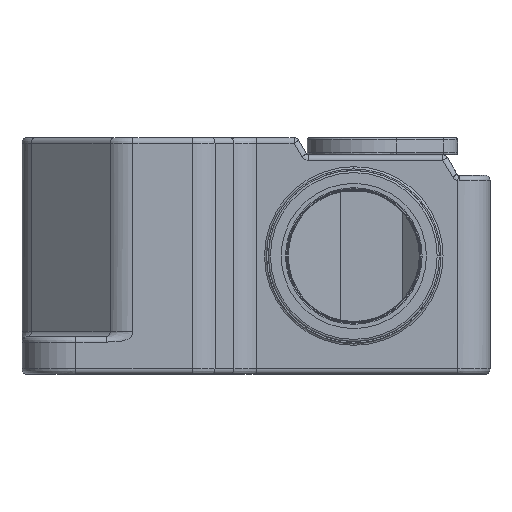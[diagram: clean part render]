
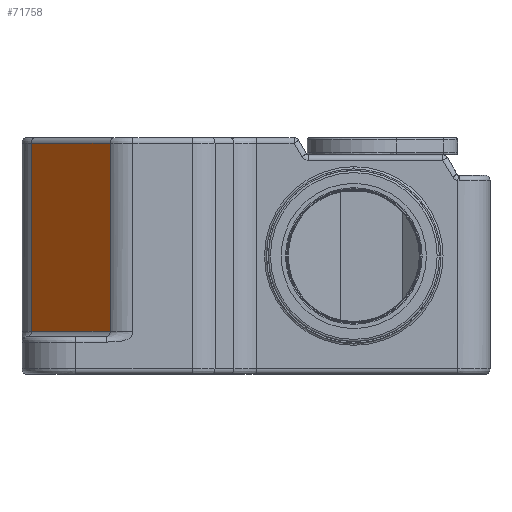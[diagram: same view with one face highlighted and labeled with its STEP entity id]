
A CAD part, left-side view. The second image highlights one B-rep face of the part: STEP entity #71758.
In plain terms, the highlighted free-form (B-spline) face has degree [1, 1] with [2, 2] control points.
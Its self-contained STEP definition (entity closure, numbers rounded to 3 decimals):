
#49006 = ( BOUNDED_SURFACE() B_SPLINE_SURFACE(1,2,(
    (#49007,#49008,#49009,#49010,#49011)
    ,(#49012,#49013,#49014,#49015,#49016
)),.UNSPECIFIED.,.F.,.F.,.F.) B_SPLINE_SURFACE_WITH_KNOTS((2,2),(3,2,3),
  (0.,1.),(0.,0.795,1.),.UNSPECIFIED.) 
GEOMETRIC_REPRESENTATION_ITEM() RATIONAL_B_SPLINE_SURFACE((
    (0.769,0.682,1.,0.918,0.863)
    ,(0.769,0.682,1.,0.918,0.863
))) REPRESENTATION_ITEM('') SURFACE() );
#49007 = CARTESIAN_POINT('',(-3184.566,-1412.59,
    30.007));
#49008 = CARTESIAN_POINT('',(-3181.71,-1415.446,
    29.799));
#49009 = CARTESIAN_POINT('',(-3180.97,-1416.187,
    33.706));
#49010 = CARTESIAN_POINT('',(-3180.829,-1416.328,
    34.453));
#49011 = CARTESIAN_POINT('',(-3180.853,-1416.303,
    35.225));
#49012 = CARTESIAN_POINT('',(-3258.928,-1486.952,
    30.007));
#49013 = CARTESIAN_POINT('',(-3256.072,-1489.808,
    29.799));
#49014 = CARTESIAN_POINT('',(-3255.332,-1490.548,
    33.706));
#49015 = CARTESIAN_POINT('',(-3255.19,-1490.69,
    34.453));
#49016 = CARTESIAN_POINT('',(-3255.215,-1490.665,
    35.225));
#55653 = ( BOUNDED_SURFACE() B_SPLINE_SURFACE(2,1,(
    (#55654,#55655)
    ,(#55656,#55657)
    ,(#55658,#55659
)),.UNSPECIFIED.,.F.,.F.,.F.) B_SPLINE_SURFACE_WITH_KNOTS((3,3),(2,2),(
    0.,1.),(0.,1.),.PIECEWISE_BEZIER_KNOTS.) 
GEOMETRIC_REPRESENTATION_ITEM() RATIONAL_B_SPLINE_SURFACE((
    (0.942,0.942)
    ,(0.77,0.77)
,(0.752,0.752))) REPRESENTATION_ITEM('') SURFACE() );
#55654 = CARTESIAN_POINT('',(-3263.387,-1511.893,
    210.5));
#55655 = CARTESIAN_POINT('',(-3263.387,-1511.893,
    34.5));
#55656 = CARTESIAN_POINT('',(-3263.659,-1498.651,
    210.5));
#55657 = CARTESIAN_POINT('',(-3263.659,-1498.651,
    34.5));
#55658 = CARTESIAN_POINT('',(-3254.057,-1489.529,
    210.5));
#55659 = CARTESIAN_POINT('',(-3254.057,-1489.529,
    34.5));
#57640 = VERTEX_POINT('',#57641);
#57641 = CARTESIAN_POINT('',(-3181.454,-1416.912,
    35.));
#57715 = ( BOUNDED_SURFACE() B_SPLINE_SURFACE(2,1,(
    (#57716,#57717)
    ,(#57718,#57719)
    ,(#57720,#57721
)),.UNSPECIFIED.,.F.,.F.,.F.) B_SPLINE_SURFACE_WITH_KNOTS((3,3),(2,2),(
    0.,1.),(0.,1.),.PIECEWISE_BEZIER_KNOTS.) 
GEOMETRIC_REPRESENTATION_ITEM() RATIONAL_B_SPLINE_SURFACE((
    (0.752,0.752)
    ,(0.77,0.77)
,(0.942,0.942))) REPRESENTATION_ITEM('') SURFACE() );
#57716 = CARTESIAN_POINT('',(-3181.99,-1417.461,
    210.5));
#57717 = CARTESIAN_POINT('',(-3181.99,-1417.461,
    34.5));
#57718 = CARTESIAN_POINT('',(-3172.867,-1407.859,
    210.5));
#57719 = CARTESIAN_POINT('',(-3172.867,-1407.859,
    34.5));
#57720 = CARTESIAN_POINT('',(-3159.625,-1408.131,
    210.5));
#57721 = CARTESIAN_POINT('',(-3159.625,-1408.131,
    34.5));
#65038 = EDGE_CURVE('',#65039,#57640,#65041,.T.);
#65039 = VERTEX_POINT('',#65040);
#65040 = CARTESIAN_POINT('',(-3181.454,-1416.912,
    210.));
#65041 = SURFACE_CURVE('',#65042,(#65046,#65052),.PCURVE_S1.);
#65042 = LINE('',#65043,#65044);
#65043 = CARTESIAN_POINT('',(-3181.454,-1416.912,
    210.));
#65044 = VECTOR('',#65045,1.);
#65045 = DIRECTION('',(0.,0.,-1.));
#65046 = PCURVE('',#57715,#65047);
#65047 = DEFINITIONAL_REPRESENTATION('',(#65048),#65051);
#65048 = B_SPLINE_CURVE_WITH_KNOTS('',1,(#65049,#65050),.UNSPECIFIED.,
  .F.,.F.,(2,2),(0.,175.),.PIECEWISE_BEZIER_KNOTS.);
#65049 = CARTESIAN_POINT('',(0.028,0.003));
#65050 = CARTESIAN_POINT('',(0.028,0.997));
#65051 = ( GEOMETRIC_REPRESENTATION_CONTEXT(2) 
PARAMETRIC_REPRESENTATION_CONTEXT() REPRESENTATION_CONTEXT('2D SPACE',''
  ) );
#65052 = PCURVE('',#65053,#65058);
#65053 = B_SPLINE_SURFACE_WITH_KNOTS('',1,1,(
    (#65054,#65055)
    ,(#65056,#65057
  )),.UNSPECIFIED.,.F.,.F.,.F.,(2,2),(2,2),(0.,1.),(0.,1.),
  .PIECEWISE_BEZIER_KNOTS.);
#65054 = CARTESIAN_POINT('',(-3179.626,-1415.083,
    214.375));
#65055 = CARTESIAN_POINT('',(-3256.436,-1491.893,
    214.375));
#65056 = CARTESIAN_POINT('',(-3179.626,-1415.083,
    30.625));
#65057 = CARTESIAN_POINT('',(-3256.436,-1491.893,
    30.625));
#65058 = DEFINITIONAL_REPRESENTATION('',(#65059),#65062);
#65059 = B_SPLINE_CURVE_WITH_KNOTS('',1,(#65060,#65061),.UNSPECIFIED.,
  .F.,.F.,(2,2),(0.,175.),.PIECEWISE_BEZIER_KNOTS.);
#65060 = CARTESIAN_POINT('',(0.024,0.024));
#65061 = CARTESIAN_POINT('',(0.976,0.024));
#65062 = ( GEOMETRIC_REPRESENTATION_CONTEXT(2) 
PARAMETRIC_REPRESENTATION_CONTEXT() REPRESENTATION_CONTEXT('2D SPACE',''
  ) );
#71758 = ADVANCED_FACE('',(#71759),#65053,.T.);
#71759 = FACE_BOUND('',#71760,.T.);
#71760 = EDGE_LOOP('',(#71761,#71793,#71794,#71815));
#71761 = ORIENTED_EDGE('',*,*,#71762,.F.);
#71762 = EDGE_CURVE('',#65039,#71763,#71765,.T.);
#71763 = VERTEX_POINT('',#71764);
#71764 = CARTESIAN_POINT('',(-3254.607,-1490.064,
    210.));
#71765 = SURFACE_CURVE('',#71766,(#71770,#71776),.PCURVE_S1.);
#71766 = LINE('',#71767,#71768);
#71767 = CARTESIAN_POINT('',(-3181.454,-1416.912,
    210.));
#71768 = VECTOR('',#71769,1.);
#71769 = DIRECTION('',(-0.707,-0.707,
    0.));
#71770 = PCURVE('',#65053,#71771);
#71771 = DEFINITIONAL_REPRESENTATION('',(#71772),#71775);
#71772 = B_SPLINE_CURVE_WITH_KNOTS('',1,(#71773,#71774),.UNSPECIFIED.,
  .F.,.F.,(2,2),(0.,103.453),.PIECEWISE_BEZIER_KNOTS.);
#71773 = CARTESIAN_POINT('',(0.024,0.024));
#71774 = CARTESIAN_POINT('',(0.024,0.976));
#71775 = ( GEOMETRIC_REPRESENTATION_CONTEXT(2) 
PARAMETRIC_REPRESENTATION_CONTEXT() REPRESENTATION_CONTEXT('2D SPACE',''
  ) );
#71776 = PCURVE('',#71777,#71788);
#71777 = ( BOUNDED_SURFACE() B_SPLINE_SURFACE(2,1,(
    (#71778,#71779)
    ,(#71780,#71781)
    ,(#71782,#71783)
    ,(#71784,#71785)
    ,(#71786,#71787
)),.UNSPECIFIED.,.F.,.F.,.F.) B_SPLINE_SURFACE_WITH_KNOTS((3,2,3),(2,2),
  (0.,0.795,1.),(0.,1.),.UNSPECIFIED.) 
GEOMETRIC_REPRESENTATION_ITEM() RATIONAL_B_SPLINE_SURFACE((
    (0.769,0.769)
    ,(0.682,0.682)
    ,(1.,1.)
    ,(0.918,0.918)
,(0.863,0.863))) REPRESENTATION_ITEM('') SURFACE() );
#71778 = CARTESIAN_POINT('',(-3177.384,-1420.275,
    214.993));
#71779 = CARTESIAN_POINT('',(-3251.244,-1494.134,
    214.993));
#71780 = CARTESIAN_POINT('',(-3180.24,-1417.419,
    215.201));
#71781 = CARTESIAN_POINT('',(-3254.1,-1491.278,
    215.201));
#71782 = CARTESIAN_POINT('',(-3180.98,-1416.679,
    211.294));
#71783 = CARTESIAN_POINT('',(-3254.84,-1490.538,
    211.294));
#71784 = CARTESIAN_POINT('',(-3181.122,-1416.537,
    210.547));
#71785 = CARTESIAN_POINT('',(-3254.981,-1490.397,
    210.547));
#71786 = CARTESIAN_POINT('',(-3181.097,-1416.562,
    209.775));
#71787 = CARTESIAN_POINT('',(-3254.957,-1490.421,
    209.775));
#71788 = DEFINITIONAL_REPRESENTATION('',(#71789),#71792);
#71789 = B_SPLINE_CURVE_WITH_KNOTS('',1,(#71790,#71791),.UNSPECIFIED.,
  .F.,.F.,(2,2),(0.,103.453),.PIECEWISE_BEZIER_KNOTS.);
#71790 = CARTESIAN_POINT('',(0.972,0.005));
#71791 = CARTESIAN_POINT('',(0.972,0.995));
#71792 = ( GEOMETRIC_REPRESENTATION_CONTEXT(2) 
PARAMETRIC_REPRESENTATION_CONTEXT() REPRESENTATION_CONTEXT('2D SPACE',''
  ) );
#71793 = ORIENTED_EDGE('',*,*,#65038,.T.);
#71794 = ORIENTED_EDGE('',*,*,#71795,.T.);
#71795 = EDGE_CURVE('',#57640,#71796,#71798,.T.);
#71796 = VERTEX_POINT('',#71797);
#71797 = CARTESIAN_POINT('',(-3254.607,-1490.064,
    35.));
#71798 = SURFACE_CURVE('',#71799,(#71803,#71809),.PCURVE_S1.);
#71799 = LINE('',#71800,#71801);
#71800 = CARTESIAN_POINT('',(-3181.454,-1416.912,
    35.));
#71801 = VECTOR('',#71802,1.);
#71802 = DIRECTION('',(-0.707,-0.707,
    0.));
#71803 = PCURVE('',#65053,#71804);
#71804 = DEFINITIONAL_REPRESENTATION('',(#71805),#71808);
#71805 = B_SPLINE_CURVE_WITH_KNOTS('',1,(#71806,#71807),.UNSPECIFIED.,
  .F.,.F.,(2,2),(0.,103.453),.PIECEWISE_BEZIER_KNOTS.);
#71806 = CARTESIAN_POINT('',(0.976,0.024));
#71807 = CARTESIAN_POINT('',(0.976,0.976));
#71808 = ( GEOMETRIC_REPRESENTATION_CONTEXT(2) 
PARAMETRIC_REPRESENTATION_CONTEXT() REPRESENTATION_CONTEXT('2D SPACE',''
  ) );
#71809 = PCURVE('',#49006,#71810);
#71810 = DEFINITIONAL_REPRESENTATION('',(#71811),#71814);
#71811 = B_SPLINE_CURVE_WITH_KNOTS('',1,(#71812,#71813),.UNSPECIFIED.,
  .F.,.F.,(2,2),(0.,103.453),.PIECEWISE_BEZIER_KNOTS.);
#71812 = CARTESIAN_POINT('',(0.008,0.972));
#71813 = CARTESIAN_POINT('',(0.992,0.972));
#71814 = ( GEOMETRIC_REPRESENTATION_CONTEXT(2) 
PARAMETRIC_REPRESENTATION_CONTEXT() REPRESENTATION_CONTEXT('2D SPACE',''
  ) );
#71815 = ORIENTED_EDGE('',*,*,#71816,.F.);
#71816 = EDGE_CURVE('',#71763,#71796,#71817,.T.);
#71817 = SURFACE_CURVE('',#71818,(#71822,#71828),.PCURVE_S1.);
#71818 = LINE('',#71819,#71820);
#71819 = CARTESIAN_POINT('',(-3254.607,-1490.064,
    210.));
#71820 = VECTOR('',#71821,1.);
#71821 = DIRECTION('',(0.,0.,-1.));
#71822 = PCURVE('',#65053,#71823);
#71823 = DEFINITIONAL_REPRESENTATION('',(#71824),#71827);
#71824 = B_SPLINE_CURVE_WITH_KNOTS('',1,(#71825,#71826),.UNSPECIFIED.,
  .F.,.F.,(2,2),(0.,175.),.PIECEWISE_BEZIER_KNOTS.);
#71825 = CARTESIAN_POINT('',(0.024,0.976));
#71826 = CARTESIAN_POINT('',(0.976,0.976));
#71827 = ( GEOMETRIC_REPRESENTATION_CONTEXT(2) 
PARAMETRIC_REPRESENTATION_CONTEXT() REPRESENTATION_CONTEXT('2D SPACE',''
  ) );
#71828 = PCURVE('',#55653,#71829);
#71829 = DEFINITIONAL_REPRESENTATION('',(#71830),#71833);
#71830 = B_SPLINE_CURVE_WITH_KNOTS('',1,(#71831,#71832),.UNSPECIFIED.,
  .F.,.F.,(2,2),(0.,175.),.PIECEWISE_BEZIER_KNOTS.);
#71831 = CARTESIAN_POINT('',(0.972,0.003));
#71832 = CARTESIAN_POINT('',(0.972,0.997));
#71833 = ( GEOMETRIC_REPRESENTATION_CONTEXT(2) 
PARAMETRIC_REPRESENTATION_CONTEXT() REPRESENTATION_CONTEXT('2D SPACE',''
  ) );
